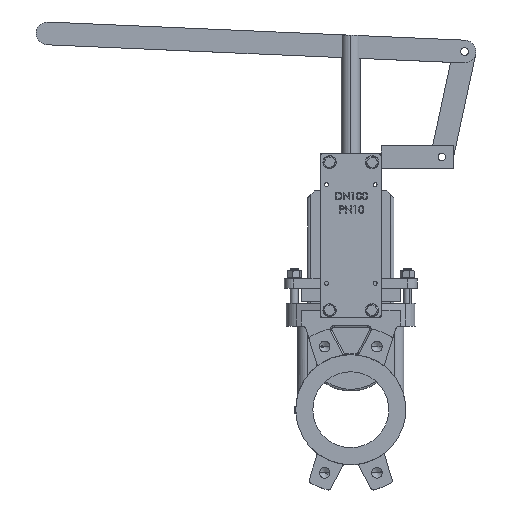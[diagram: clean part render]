
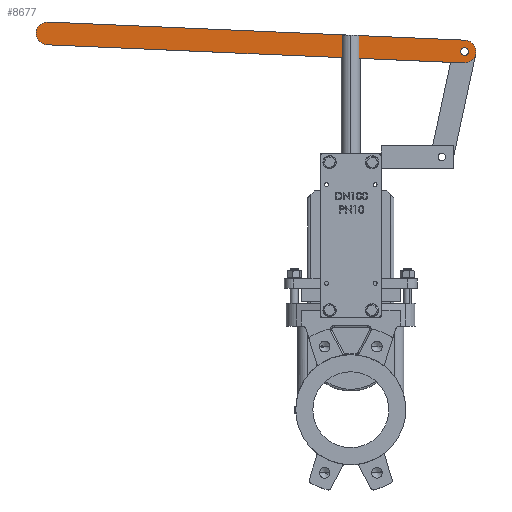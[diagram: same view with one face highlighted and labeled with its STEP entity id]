
A CAD part, top view. The second image highlights one B-rep face of the part: STEP entity #8677.
In plain terms, the highlighted planar face has unit normal (0, 0, 1).
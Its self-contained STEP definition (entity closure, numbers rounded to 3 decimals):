
#1079 = DIRECTION ( 'NONE',  ( -0.999, 0.044, 0. ) ) ;
#1167 = EDGE_CURVE ( 'NONE', #9755, #14242, #39445, .T. ) ;
#2053 = DIRECTION ( 'NONE',  ( -0.044, -0.999, 0. ) ) ;
#3235 = CIRCLE ( 'NONE', #36989, 15. ) ;
#3905 = EDGE_CURVE ( 'NONE', #14242, #9755, #37601, .T. ) ;
#6557 = DIRECTION ( 'NONE',  ( 0., 0., 1. ) ) ;
#7855 = ORIENTED_EDGE ( 'NONE', *, *, #44133, .T. ) ;
#8059 = DIRECTION ( 'NONE',  ( 0., 0., 1. ) ) ;
#8413 = ORIENTED_EDGE ( 'NONE', *, *, #40254, .T. ) ;
#8677 = ADVANCED_FACE ( 'NONE', ( #22290, #31283, #50610 ), #18540, .T. ) ;
#8971 = CARTESIAN_POINT ( 'NONE',  ( 149.857, 471.826, 5. ) ) ;
#9755 = VERTEX_POINT ( 'NONE', #39702 ) ;
#10938 = AXIS2_PLACEMENT_3D ( 'NONE', #37022, #24332, #12644 ) ;
#11036 = DIRECTION ( 'NONE',  ( 0.999, -0.044, 0. ) ) ;
#11306 = LINE ( 'NONE', #51545, #34448 ) ;
#12644 = DIRECTION ( 'NONE',  ( -0.044, -0.999, 0. ) ) ;
#12911 = DIRECTION ( 'NONE',  ( -0.044, -0.999, 0. ) ) ;
#13209 = ORIENTED_EDGE ( 'NONE', *, *, #16307, .T. ) ;
#14201 = CARTESIAN_POINT ( 'NONE',  ( 0., 478.368, 5. ) ) ;
#14242 = VERTEX_POINT ( 'NONE', #35142 ) ;
#14460 = DIRECTION ( 'NONE',  ( -0.044, -0.999, 0. ) ) ;
#14977 = AXIS2_PLACEMENT_3D ( 'NONE', #44299, #8059, #29721 ) ;
#16016 = VERTEX_POINT ( 'NONE', #28819 ) ;
#16307 = EDGE_CURVE ( 'NONE', #46090, #29693, #11306, .T. ) ;
#17315 = EDGE_LOOP ( 'NONE', ( #40129, #52159 ) ) ;
#17683 = CIRCLE ( 'NONE', #10938, 15. ) ;
#17837 = DIRECTION ( 'NONE',  ( 0., 0., 1. ) ) ;
#18540 = PLANE ( 'NONE',  #41285 ) ;
#18716 = CARTESIAN_POINT ( 'NONE',  ( -400.274, 480.829, 5. ) ) ;
#20269 = CARTESIAN_POINT ( 'NONE',  ( 149.857, 471.826, 5. ) ) ;
#22290 = FACE_BOUND ( 'NONE', #39347, .T. ) ;
#22911 = CARTESIAN_POINT ( 'NONE',  ( -398.965, 510.801, 5. ) ) ;
#23342 = DIRECTION ( 'NONE',  ( -0.999, 0.044, 0. ) ) ;
#24122 = CARTESIAN_POINT ( 'NONE',  ( 149.857, 471.826, 5. ) ) ;
#24332 = DIRECTION ( 'NONE',  ( 0., 0., 1. ) ) ;
#26085 = VECTOR ( 'NONE', #1079, 1000. ) ;
#27303 = EDGE_LOOP ( 'NONE', ( #34009, #7855, #8413, #13209 ) ) ;
#28538 = LINE ( 'NONE', #37537, #26085 ) ;
#28819 = CARTESIAN_POINT ( 'NONE',  ( -0.222, 473.273, 5. ) ) ;
#29243 = ORIENTED_EDGE ( 'NONE', *, *, #3905, .F. ) ;
#29693 = VERTEX_POINT ( 'NONE', #38115 ) ;
#29721 = DIRECTION ( 'NONE',  ( -0.044, -0.999, 0. ) ) ;
#30326 = CIRCLE ( 'NONE', #48904, 5.1 ) ;
#31283 = FACE_BOUND ( 'NONE', #17315, .T. ) ;
#32802 = CARTESIAN_POINT ( 'NONE',  ( 149.857, 471.826, 5. ) ) ;
#33845 = DIRECTION ( 'NONE',  ( -0.044, -0.999, 0. ) ) ;
#33955 = VERTEX_POINT ( 'NONE', #22911 ) ;
#34009 = ORIENTED_EDGE ( 'NONE', *, *, #44900, .T. ) ;
#34448 = VECTOR ( 'NONE', #11036, 1000. ) ;
#34987 = CARTESIAN_POINT ( 'NONE',  ( 0.222, 483.463, 5. ) ) ;
#35142 = CARTESIAN_POINT ( 'NONE',  ( 150.08, 476.921, 5. ) ) ;
#36762 = AXIS2_PLACEMENT_3D ( 'NONE', #8971, #45240, #12911 ) ;
#36865 = CARTESIAN_POINT ( 'NONE',  ( 150.512, 486.811, 5. ) ) ;
#36989 = AXIS2_PLACEMENT_3D ( 'NONE', #32802, #49468, #33845 ) ;
#37022 = CARTESIAN_POINT ( 'NONE',  ( -399.619, 495.815, 5. ) ) ;
#37537 = CARTESIAN_POINT ( 'NONE',  ( 150.512, 486.811, 5. ) ) ;
#37601 = CIRCLE ( 'NONE', #36762, 5.1 ) ;
#37829 = CIRCLE ( 'NONE', #14977, 5.1 ) ;
#38115 = CARTESIAN_POINT ( 'NONE',  ( 149.203, 456.84, 5. ) ) ;
#38285 = ORIENTED_EDGE ( 'NONE', *, *, #1167, .F. ) ;
#39347 = EDGE_LOOP ( 'NONE', ( #29243, #38285 ) ) ;
#39445 = CIRCLE ( 'NONE', #40261, 5.1 ) ;
#39702 = CARTESIAN_POINT ( 'NONE',  ( 149.635, 466.73, 5. ) ) ;
#40129 = ORIENTED_EDGE ( 'NONE', *, *, #43485, .F. ) ;
#40254 = EDGE_CURVE ( 'NONE', #33955, #46090, #17683, .T. ) ;
#40261 = AXIS2_PLACEMENT_3D ( 'NONE', #20269, #17837, #2053 ) ;
#40520 = DIRECTION ( 'NONE',  ( 0., 0., 1. ) ) ;
#41285 = AXIS2_PLACEMENT_3D ( 'NONE', #24122, #40520, #23342 ) ;
#42539 = VERTEX_POINT ( 'NONE', #34987 ) ;
#43485 = EDGE_CURVE ( 'NONE', #42539, #16016, #37829, .T. ) ;
#44133 = EDGE_CURVE ( 'NONE', #51891, #33955, #28538, .T. ) ;
#44212 = EDGE_CURVE ( 'NONE', #16016, #42539, #30326, .T. ) ;
#44299 = CARTESIAN_POINT ( 'NONE',  ( 0., 478.368, 5. ) ) ;
#44900 = EDGE_CURVE ( 'NONE', #29693, #51891, #3235, .T. ) ;
#45240 = DIRECTION ( 'NONE',  ( 0., 0., 1. ) ) ;
#46090 = VERTEX_POINT ( 'NONE', #18716 ) ;
#48904 = AXIS2_PLACEMENT_3D ( 'NONE', #14201, #6557, #14460 ) ;
#49468 = DIRECTION ( 'NONE',  ( 0., 0., 1. ) ) ;
#50610 = FACE_OUTER_BOUND ( 'NONE', #27303, .T. ) ;
#51545 = CARTESIAN_POINT ( 'NONE',  ( -400.274, 480.829, 5. ) ) ;
#51891 = VERTEX_POINT ( 'NONE', #36865 ) ;
#52159 = ORIENTED_EDGE ( 'NONE', *, *, #44212, .F. ) ;
